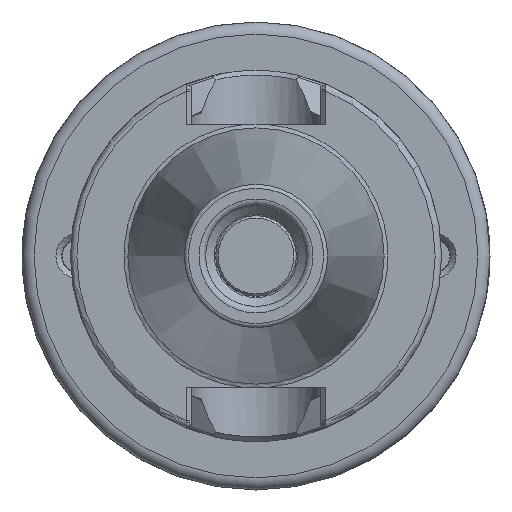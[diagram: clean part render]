
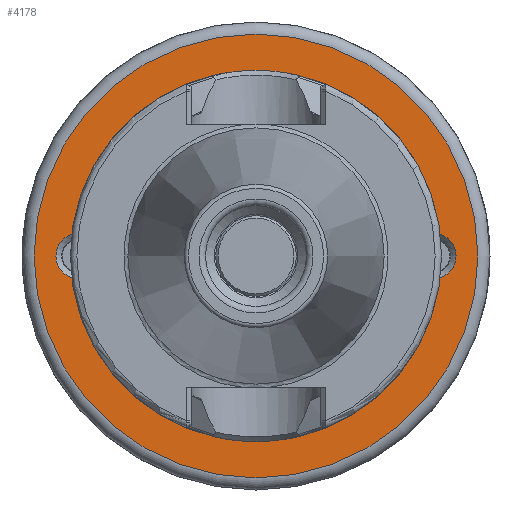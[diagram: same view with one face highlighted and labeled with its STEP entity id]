
A CAD part, left-side view. The second image highlights one B-rep face of the part: STEP entity #4178.
In plain terms, the highlighted planar face has unit normal (-1, 0, 0).
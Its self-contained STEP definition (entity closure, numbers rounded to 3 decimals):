
#86=PLANE('',#4604);
#268=FACE_BOUND('',#1247,.T.);
#976=FACE_OUTER_BOUND('',#1246,.T.);
#1246=EDGE_LOOP('',(#2942));
#1247=EDGE_LOOP('',(#2943,#2944,#2945,#2946,#2947));
#1522=CIRCLE('',#4585,2.8);
#1523=CIRCLE('',#4587,19.4);
#1524=CIRCLE('',#4588,19.4);
#1528=CIRCLE('',#4592,19.4);
#1530=CIRCLE('',#4596,2.8);
#1536=CIRCLE('',#4605,27.5);
#1835=VERTEX_POINT('',#6541);
#1839=VERTEX_POINT('',#6548);
#1840=VERTEX_POINT('',#6588);
#1841=VERTEX_POINT('',#6590);
#1842=VERTEX_POINT('',#6597);
#1852=VERTEX_POINT('',#6659);
#2237=EDGE_CURVE('',#1839,#1835,#1522,.T.);
#2240=EDGE_CURVE('',#1835,#1840,#1523,.T.);
#2242=EDGE_CURVE('',#1841,#1842,#1524,.T.);
#2246=EDGE_CURVE('',#1842,#1839,#1528,.T.);
#2250=EDGE_CURVE('',#1840,#1841,#1530,.T.);
#2260=EDGE_CURVE('',#1852,#1852,#1536,.T.);
#2942=ORIENTED_EDGE('',*,*,#2260,.F.);
#2943=ORIENTED_EDGE('',*,*,#2237,.F.);
#2944=ORIENTED_EDGE('',*,*,#2246,.F.);
#2945=ORIENTED_EDGE('',*,*,#2242,.F.);
#2946=ORIENTED_EDGE('',*,*,#2250,.F.);
#2947=ORIENTED_EDGE('',*,*,#2240,.F.);
#4178=ADVANCED_FACE('',(#976,#268),#86,.T.);
#4585=AXIS2_PLACEMENT_3D('',#6550,#5060,#5061);
#4587=AXIS2_PLACEMENT_3D('',#6589,#5064,#5065);
#4588=AXIS2_PLACEMENT_3D('',#6598,#5066,#5067);
#4592=AXIS2_PLACEMENT_3D('',#6604,#5074,#5075);
#4596=AXIS2_PLACEMENT_3D('',#6612,#5084,#5085);
#4604=AXIS2_PLACEMENT_3D('',#6658,#5103,#5104);
#4605=AXIS2_PLACEMENT_3D('',#6660,#5105,#5106);
#5060=DIRECTION('center_axis',(-1.,0.,0.));
#5061=DIRECTION('ref_axis',(0.,0.,1.));
#5064=DIRECTION('center_axis',(-1.,0.,0.));
#5065=DIRECTION('ref_axis',(0.,-1.,0.));
#5066=DIRECTION('center_axis',(-1.,0.,0.));
#5067=DIRECTION('ref_axis',(0.,-1.,0.));
#5074=DIRECTION('center_axis',(-1.,0.,0.));
#5075=DIRECTION('ref_axis',(0.,-1.,0.));
#5084=DIRECTION('center_axis',(-1.,0.,0.));
#5085=DIRECTION('ref_axis',(0.,0.,1.));
#5103=DIRECTION('center_axis',(-1.,0.,0.));
#5104=DIRECTION('ref_axis',(0.,0.,1.));
#5105=DIRECTION('center_axis',(1.,0.,0.));
#5106=DIRECTION('ref_axis',(0.,-1.,0.));
#6541=CARTESIAN_POINT('',(28.,-19.375,0.976));
#6548=CARTESIAN_POINT('',(28.,-19.375,-0.976));
#6550=CARTESIAN_POINT('Origin',(28.,-22.,0.));
#6588=CARTESIAN_POINT('',(28.,19.375,0.976));
#6589=CARTESIAN_POINT('Origin',(28.,0.,0.));
#6590=CARTESIAN_POINT('',(28.,19.375,-0.976));
#6597=CARTESIAN_POINT('',(28.,0.,-19.4));
#6598=CARTESIAN_POINT('Origin',(28.,0.,0.));
#6604=CARTESIAN_POINT('Origin',(28.,0.,0.));
#6612=CARTESIAN_POINT('Origin',(28.,22.,0.));
#6658=CARTESIAN_POINT('Origin',(28.,29.,0.));
#6659=CARTESIAN_POINT('',(28.,0.,27.5));
#6660=CARTESIAN_POINT('Origin',(28.,0.,0.));
